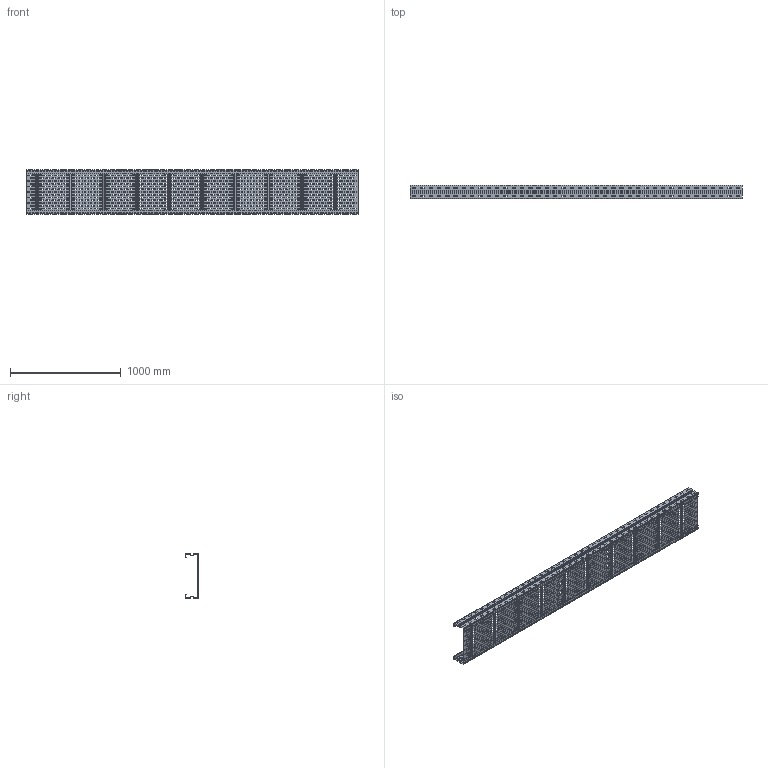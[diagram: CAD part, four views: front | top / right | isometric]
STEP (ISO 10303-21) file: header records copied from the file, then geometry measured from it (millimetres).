
FILE_DESCRIPTION((''),'2;1');
FILE_NAME('240040_ASM','2018-11-28T19:25:19',('tomasz.grudniewski'),(''),'CREO PARAMETRIC BY PTC INC, 2018260','CREO PARAMETRIC BY PTC INC, 2018260','');
FILE_SCHEMA(('CONFIG_CONTROL_DESIGN'));
Products named in the file (3): KSP_DSP_H120_3000_PRT; PASZCZ_400_30000_PRT; 240040_ASM
Assembly tree (3 placements, depth 2):
  240040_ASM
    KSP_DSP_H120_3000_PRT  x2
    PASZCZ_400_30000_PRT
Bounding box: 3000 x 120 x 400 mm (x, y, z)
Volume: 3114870.2 mm3; surface area: 4699827.5 mm2
Topology: 3 solids, 3 shells, 6906 faces, 20188 edges, 13288 vertices
Faces by surface type: plane 4070, cylinder 2836
Entity records: 193456 total; most frequent: CARTESIAN_POINT 33418, ORIENTED_EDGE 33408, DIRECTION 33168, EDGE_CURVE 16704, VECTOR 11700, LINE 11700, VERTEX_POINT 10984, AXIS2_PLACEMENT_3D 10734
